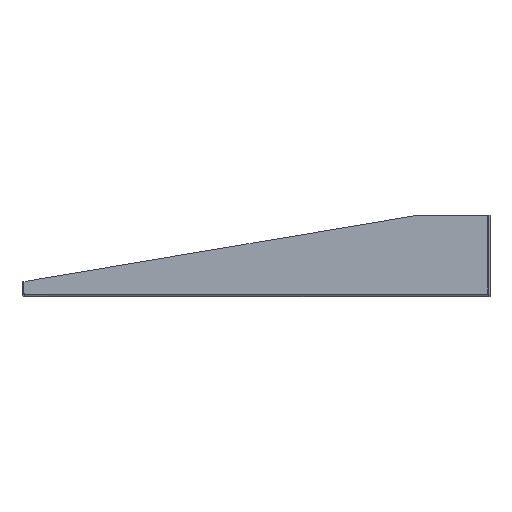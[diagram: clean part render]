
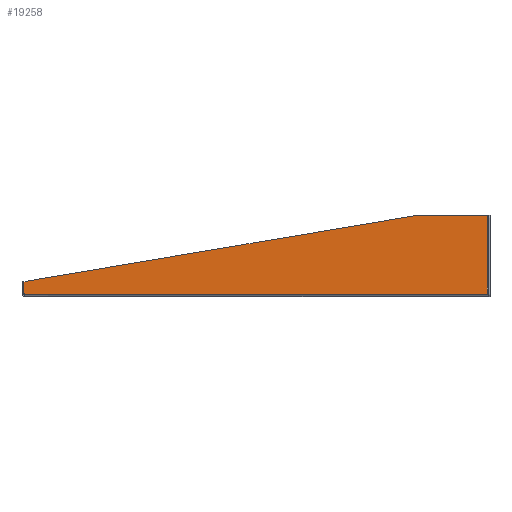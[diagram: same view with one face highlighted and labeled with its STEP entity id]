
A CAD part, left-side view. The second image highlights one B-rep face of the part: STEP entity #19258.
In plain terms, the highlighted planar face has unit normal (-1, 0, 0).
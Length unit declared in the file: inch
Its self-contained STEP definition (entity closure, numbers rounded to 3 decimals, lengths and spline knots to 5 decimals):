
#116 = DIRECTION ( 'NONE',  ( 0., 1., 0. ) ) ;
#217 = ORIENTED_EDGE ( 'NONE', *, *, #13596, .F. ) ;
#356 = DIRECTION ( 'NONE',  ( 0., 0., 1. ) ) ;
#537 = VERTEX_POINT ( 'NONE', #5998 ) ;
#676 = CARTESIAN_POINT ( 'NONE',  ( -8.75, 9.89192, 0.11665 ) ) ;
#797 = EDGE_CURVE ( 'NONE', #12563, #537, #16839, .T. ) ;
#1000 = ORIENTED_EDGE ( 'NONE', *, *, #1190, .T. ) ;
#1128 = VECTOR ( 'NONE', #356, 39.37008 ) ;
#1190 = EDGE_CURVE ( 'NONE', #7170, #2406, #3205, .T. ) ;
#1222 = CARTESIAN_POINT ( 'NONE',  ( -8.75, -9.928, 0.10808 ) ) ;
#1742 = DIRECTION ( 'NONE',  ( 1., 0., 0. ) ) ;
#2045 = VECTOR ( 'NONE', #18636, 39.37008 ) ;
#2406 = VERTEX_POINT ( 'NONE', #10709 ) ;
#2524 = ORIENTED_EDGE ( 'NONE', *, *, #797, .T. ) ;
#2559 = EDGE_CURVE ( 'NONE', #12563, #8741, #23097, .T. ) ;
#2588 = CARTESIAN_POINT ( 'NONE',  ( -8.75, -9.928, 3.468 ) ) ;
#2803 = CARTESIAN_POINT ( 'NONE',  ( -8.75, 9.89192, 0.57208 ) ) ;
#2937 = EDGE_CURVE ( 'NONE', #8553, #14960, #22331, .T. ) ;
#3085 = CARTESIAN_POINT ( 'NONE',  ( -8.75, -6.889, 3.468 ) ) ;
#3205 = LINE ( 'NONE', #1222, #2045 ) ;
#3365 = CARTESIAN_POINT ( 'NONE',  ( -8.75, 9.90151, 0.06249 ) ) ;
#3963 = CARTESIAN_POINT ( 'NONE',  ( -8.75, -9.964, 0.108 ) ) ;
#4927 = AXIS2_PLACEMENT_3D ( 'NONE', #3365, #1742, #20409 ) ;
#5353 = CARTESIAN_POINT ( 'NONE',  ( -8.75, 9.89192, 0.06249 ) ) ;
#5414 = CARTESIAN_POINT ( 'NONE',  ( -8.75, 9.81363, 0.65037 ) ) ;
#5998 = CARTESIAN_POINT ( 'NONE',  ( -8.75, 9.87063, 0.108 ) ) ;
#6177 = VECTOR ( 'NONE', #6527, 39.37008 ) ;
#6287 = LINE ( 'NONE', #13999, #6177 ) ;
#6527 = DIRECTION ( 'NONE',  ( 0., -1., 0. ) ) ;
#6537 = LINE ( 'NONE', #19982, #14787 ) ;
#6796 = ORIENTED_EDGE ( 'NONE', *, *, #2559, .F. ) ;
#6848 = ORIENTED_EDGE ( 'NONE', *, *, #7203, .F. ) ;
#7170 = VERTEX_POINT ( 'NONE', #10161 ) ;
#7203 = EDGE_CURVE ( 'NONE', #19509, #2406, #6537, .T. ) ;
#7265 = CARTESIAN_POINT ( 'NONE',  ( -8.75, 9.81363, 0.65037 ) ) ;
#8553 = VERTEX_POINT ( 'NONE', #7265 ) ;
#8741 = VERTEX_POINT ( 'NONE', #9385 ) ;
#8831 = VECTOR ( 'NONE', #23701, 39.37008 ) ;
#9027 = ORIENTED_EDGE ( 'NONE', *, *, #24049, .F. ) ;
#9082 = AXIS2_PLACEMENT_3D ( 'NONE', #13034, #24608, #17024 ) ;
#9168 = PLANE ( 'NONE',  #9082 ) ;
#9385 = CARTESIAN_POINT ( 'NONE',  ( -8.75, 9.89192, 0.57208 ) ) ;
#9552 = LINE ( 'NONE', #3963, #13814 ) ;
#10161 = CARTESIAN_POINT ( 'NONE',  ( -8.75, -9.928, 0.108 ) ) ;
#10650 = DIRECTION ( 'NONE',  ( 0., -0.986, 0.166 ) ) ;
#10709 = CARTESIAN_POINT ( 'NONE',  ( -8.75, -9.928, 0.10808 ) ) ;
#10797 = FACE_OUTER_BOUND ( 'NONE', #14122, .T. ) ;
#11084 = EDGE_CURVE ( 'NONE', #8741, #8553, #14000, .T. ) ;
#12563 = VERTEX_POINT ( 'NONE', #676 ) ;
#13034 = CARTESIAN_POINT ( 'NONE',  ( -8.75, -9.964, 0.06249 ) ) ;
#13596 = EDGE_CURVE ( 'NONE', #14960, #19509, #6287, .T. ) ;
#13814 = VECTOR ( 'NONE', #116, 39.37008 ) ;
#13999 = CARTESIAN_POINT ( 'NONE',  ( -8.75, -9.964, 3.468 ) ) ;
#14000 = LINE ( 'NONE', #2803, #8831 ) ;
#14122 = EDGE_LOOP ( 'NONE', ( #2524, #9027, #1000, #6848, #217, #18378, #20721, #6796 ) ) ;
#14787 = VECTOR ( 'NONE', #19620, 39.37008 ) ;
#14960 = VERTEX_POINT ( 'NONE', #3085 ) ;
#16839 = CIRCLE ( 'NONE', #4927, 0.055 ) ;
#17024 = DIRECTION ( 'NONE',  ( 0., 0., -1. ) ) ;
#18378 = ORIENTED_EDGE ( 'NONE', *, *, #2937, .F. ) ;
#18636 = DIRECTION ( 'NONE',  ( 0., 0., 1. ) ) ;
#19258 = ADVANCED_FACE ( 'NONE', ( #10797 ), #9168, .F. ) ;
#19409 = VECTOR ( 'NONE', #10650, 39.37008 ) ;
#19509 = VERTEX_POINT ( 'NONE', #2588 ) ;
#19620 = DIRECTION ( 'NONE',  ( 0., 0., -1. ) ) ;
#19982 = CARTESIAN_POINT ( 'NONE',  ( -8.75, -9.928, 0.06249 ) ) ;
#20409 = DIRECTION ( 'NONE',  ( 0., 0., 1. ) ) ;
#20721 = ORIENTED_EDGE ( 'NONE', *, *, #11084, .F. ) ;
#22331 = LINE ( 'NONE', #5414, #19409 ) ;
#23097 = LINE ( 'NONE', #5353, #1128 ) ;
#23701 = DIRECTION ( 'NONE',  ( 0., -0.707, 0.707 ) ) ;
#24049 = EDGE_CURVE ( 'NONE', #7170, #537, #9552, .T. ) ;
#24608 = DIRECTION ( 'NONE',  ( 1., 0., 0. ) ) ;
